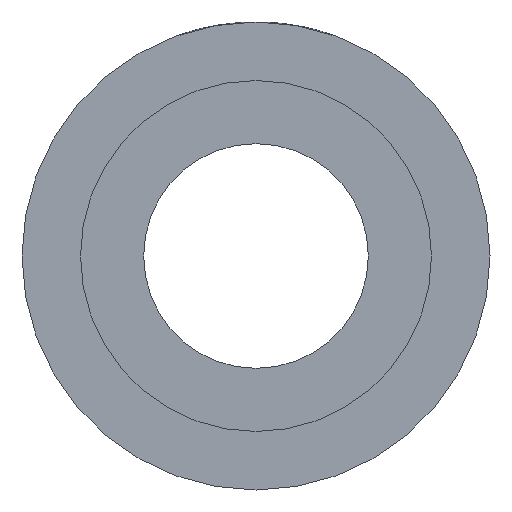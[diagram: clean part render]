
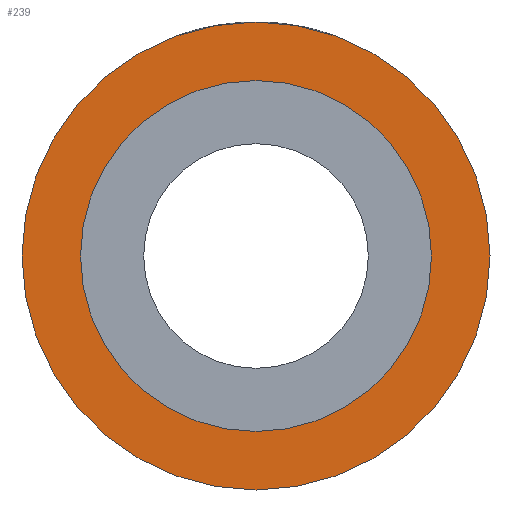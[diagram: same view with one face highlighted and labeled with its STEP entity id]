
A CAD part, front view. The second image highlights one B-rep face of the part: STEP entity #239.
In plain terms, the highlighted planar face has unit normal (0, -1, 0).
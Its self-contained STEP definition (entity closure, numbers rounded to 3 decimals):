
#37 = EDGE_CURVE ( 'NONE', #679, #191, #330, .T. ) ;
#42 = VERTEX_POINT ( 'NONE', #963 ) ;
#60 = CIRCLE ( 'NONE', #730, 3.75 ) ;
#79 = EDGE_LOOP ( 'NONE', ( #592, #1144 ) ) ;
#88 = AXIS2_PLACEMENT_3D ( 'NONE', #1062, #742, #1049 ) ;
#179 = DIRECTION ( 'NONE',  ( 0., 1., 0. ) ) ;
#191 = VERTEX_POINT ( 'NONE', #459 ) ;
#193 = DIRECTION ( 'NONE',  ( 0., 0., -1. ) ) ;
#239 = ADVANCED_FACE ( 'NONE', ( #897, #867 ), #1300, .F. ) ;
#242 = EDGE_CURVE ( 'NONE', #191, #679, #60, .T. ) ;
#247 = DIRECTION ( 'NONE',  ( 0., 0., -1. ) ) ;
#249 = CARTESIAN_POINT ( 'NONE',  ( 0., 0., 3.75 ) ) ;
#251 = DIRECTION ( 'NONE',  ( 0., -1., 0. ) ) ;
#330 = CIRCLE ( 'NONE', #1232, 3.75 ) ;
#457 = DIRECTION ( 'NONE',  ( 0., 1., 0. ) ) ;
#459 = CARTESIAN_POINT ( 'NONE',  ( 0., 0., -3.75 ) ) ;
#472 = DIRECTION ( 'NONE',  ( 0., -1., 0. ) ) ;
#485 = CARTESIAN_POINT ( 'NONE',  ( 0., 0., 0. ) ) ;
#537 = EDGE_CURVE ( 'NONE', #1112, #42, #1022, .T. ) ;
#547 = CARTESIAN_POINT ( 'NONE',  ( 0., 0., 5. ) ) ;
#592 = ORIENTED_EDGE ( 'NONE', *, *, #37, .F. ) ;
#611 = ORIENTED_EDGE ( 'NONE', *, *, #1224, .F. ) ;
#669 = AXIS2_PLACEMENT_3D ( 'NONE', #1092, #457, #1110 ) ;
#679 = VERTEX_POINT ( 'NONE', #249 ) ;
#730 = AXIS2_PLACEMENT_3D ( 'NONE', #485, #472, #193 ) ;
#742 = DIRECTION ( 'NONE',  ( 0., 1., 0. ) ) ;
#807 = AXIS2_PLACEMENT_3D ( 'NONE', #1083, #179, #1002 ) ;
#811 = EDGE_LOOP ( 'NONE', ( #611, #1228 ) ) ;
#867 = FACE_OUTER_BOUND ( 'NONE', #811, .T. ) ;
#897 = FACE_BOUND ( 'NONE', #79, .T. ) ;
#898 = CIRCLE ( 'NONE', #807, 5. ) ;
#963 = CARTESIAN_POINT ( 'NONE',  ( 0., 0., -5. ) ) ;
#1002 = DIRECTION ( 'NONE',  ( 0., 0., 1. ) ) ;
#1022 = CIRCLE ( 'NONE', #88, 5. ) ;
#1049 = DIRECTION ( 'NONE',  ( 0., 0., 1. ) ) ;
#1062 = CARTESIAN_POINT ( 'NONE',  ( 0., 0., 0. ) ) ;
#1083 = CARTESIAN_POINT ( 'NONE',  ( 0., 0., 0. ) ) ;
#1092 = CARTESIAN_POINT ( 'NONE',  ( 0., 0., 0. ) ) ;
#1110 = DIRECTION ( 'NONE',  ( 0., 0., 1. ) ) ;
#1112 = VERTEX_POINT ( 'NONE', #547 ) ;
#1144 = ORIENTED_EDGE ( 'NONE', *, *, #242, .F. ) ;
#1169 = CARTESIAN_POINT ( 'NONE',  ( 0., 0., 0. ) ) ;
#1224 = EDGE_CURVE ( 'NONE', #42, #1112, #898, .T. ) ;
#1228 = ORIENTED_EDGE ( 'NONE', *, *, #537, .F. ) ;
#1232 = AXIS2_PLACEMENT_3D ( 'NONE', #1169, #251, #247 ) ;
#1300 = PLANE ( 'NONE',  #669 ) ;
